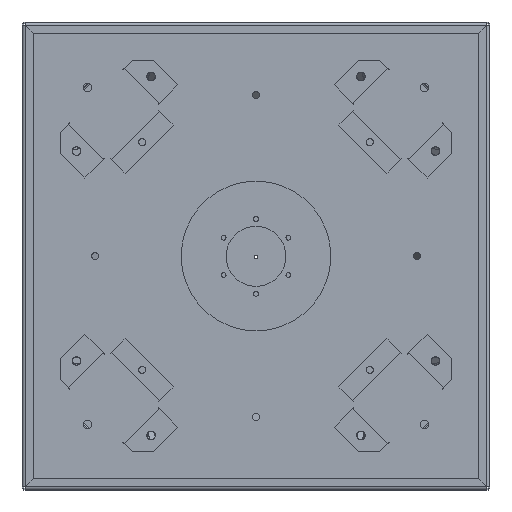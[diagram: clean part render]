
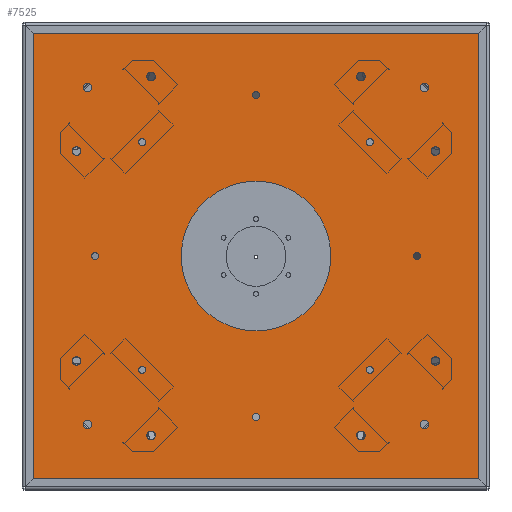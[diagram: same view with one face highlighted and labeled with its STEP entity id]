
A CAD part, top view. The second image highlights one B-rep face of the part: STEP entity #7525.
In plain terms, the highlighted planar face has unit normal (0, 0, 1).
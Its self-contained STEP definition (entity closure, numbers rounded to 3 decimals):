
#7525=ADVANCED_FACE('',(#35479,#35481,#35483,#35485,#35487,#35489,#35491,#35493,
#35495,#35497,#35499,#35501,#35503,#35505,#35507,#35509,#35511,#35513,#35515,#35517,
#35519,#35521),#35523,.T.);
#35479=FACE_BOUND('',#35480,.T.);
#35480=EDGE_LOOP('',(#58726,#58727,#58728,#58729));
#35481=FACE_BOUND('',#35482,.T.);
#35482=EDGE_LOOP('',(#58730));
#35483=FACE_BOUND('',#35484,.T.);
#35484=EDGE_LOOP('',(#58731));
#35485=FACE_BOUND('',#35486,.T.);
#35486=EDGE_LOOP('',(#58732));
#35487=FACE_BOUND('',#35488,.T.);
#35488=EDGE_LOOP('',(#58733));
#35489=FACE_BOUND('',#35490,.T.);
#35490=EDGE_LOOP('',(#58734));
#35491=FACE_BOUND('',#35492,.T.);
#35492=EDGE_LOOP('',(#58735));
#35493=FACE_BOUND('',#35494,.T.);
#35494=EDGE_LOOP('',(#58736));
#35495=FACE_BOUND('',#35496,.T.);
#35496=EDGE_LOOP('',(#58737));
#35497=FACE_BOUND('',#35498,.T.);
#35498=EDGE_LOOP('',(#58738));
#35499=FACE_BOUND('',#35500,.T.);
#35500=EDGE_LOOP('',(#58739));
#35501=FACE_BOUND('',#35502,.T.);
#35502=EDGE_LOOP('',(#58740));
#35503=FACE_BOUND('',#35504,.T.);
#35504=EDGE_LOOP('',(#58741));
#35505=FACE_BOUND('',#35506,.T.);
#35506=EDGE_LOOP('',(#58742));
#35507=FACE_BOUND('',#35508,.T.);
#35508=EDGE_LOOP('',(#58743));
#35509=FACE_BOUND('',#35510,.T.);
#35510=EDGE_LOOP('',(#58744));
#35511=FACE_BOUND('',#35512,.T.);
#35512=EDGE_LOOP('',(#58745));
#35513=FACE_BOUND('',#35514,.T.);
#35514=EDGE_LOOP('',(#58746));
#35515=FACE_BOUND('',#35516,.T.);
#35516=EDGE_LOOP('',(#58747));
#35517=FACE_BOUND('',#35518,.T.);
#35518=EDGE_LOOP('',(#58748));
#35519=FACE_BOUND('',#35520,.T.);
#35520=EDGE_LOOP('',(#58749));
#35521=FACE_BOUND('',#35522,.T.);
#35522=EDGE_LOOP('',(#58750));
#35523=PLANE('',#35524);
#35524=AXIS2_PLACEMENT_3D('',#35525,#35526,#35527);
#35525=CARTESIAN_POINT('',(0.,0.,2.));
#35526=DIRECTION('',(0.,0.,1.));
#35527=DIRECTION('',(1.,0.,0.));
#58726=ORIENTED_EDGE('',*,*,#72393,.T.);
#58727=ORIENTED_EDGE('',*,*,#72394,.T.);
#58728=ORIENTED_EDGE('',*,*,#72395,.T.);
#58729=ORIENTED_EDGE('',*,*,#72396,.T.);
#58730=ORIENTED_EDGE('',*,*,#72397,.T.);
#58731=ORIENTED_EDGE('',*,*,#72398,.T.);
#58732=ORIENTED_EDGE('',*,*,#72399,.T.);
#58733=ORIENTED_EDGE('',*,*,#72400,.T.);
#58734=ORIENTED_EDGE('',*,*,#72401,.T.);
#58735=ORIENTED_EDGE('',*,*,#72402,.T.);
#58736=ORIENTED_EDGE('',*,*,#72403,.T.);
#58737=ORIENTED_EDGE('',*,*,#72404,.T.);
#58738=ORIENTED_EDGE('',*,*,#72405,.T.);
#58739=ORIENTED_EDGE('',*,*,#72406,.T.);
#58740=ORIENTED_EDGE('',*,*,#72407,.T.);
#58741=ORIENTED_EDGE('',*,*,#72408,.T.);
#58742=ORIENTED_EDGE('',*,*,#72409,.T.);
#58743=ORIENTED_EDGE('',*,*,#72410,.T.);
#58744=ORIENTED_EDGE('',*,*,#72411,.T.);
#58745=ORIENTED_EDGE('',*,*,#72412,.T.);
#58746=ORIENTED_EDGE('',*,*,#72413,.T.);
#58747=ORIENTED_EDGE('',*,*,#72414,.T.);
#58748=ORIENTED_EDGE('',*,*,#72415,.T.);
#58749=ORIENTED_EDGE('',*,*,#72222,.T.);
#58750=ORIENTED_EDGE('',*,*,#72416,.T.);
#72222=EDGE_CURVE('',#81030,#81030,#81031,.T.);
#72393=EDGE_CURVE('',#81353,#81354,#81355,.T.);
#72394=EDGE_CURVE('',#81354,#81356,#81357,.T.);
#72395=EDGE_CURVE('',#81356,#81358,#81359,.T.);
#72396=EDGE_CURVE('',#81358,#81353,#81360,.T.);
#72397=EDGE_CURVE('',#81361,#81361,#81362,.T.);
#72398=EDGE_CURVE('',#81363,#81363,#81364,.T.);
#72399=EDGE_CURVE('',#81365,#81365,#81366,.T.);
#72400=EDGE_CURVE('',#81367,#81367,#81368,.T.);
#72401=EDGE_CURVE('',#81369,#81369,#81370,.T.);
#72402=EDGE_CURVE('',#81371,#81371,#81372,.T.);
#72403=EDGE_CURVE('',#81373,#81373,#81374,.F.);
#72404=EDGE_CURVE('',#81375,#81375,#81376,.F.);
#72405=EDGE_CURVE('',#81377,#81377,#81378,.F.);
#72406=EDGE_CURVE('',#81379,#81379,#81380,.F.);
#72407=EDGE_CURVE('',#81381,#81381,#81382,.F.);
#72408=EDGE_CURVE('',#81383,#81383,#81384,.F.);
#72409=EDGE_CURVE('',#81385,#81385,#81386,.F.);
#72410=EDGE_CURVE('',#81387,#81387,#81388,.F.);
#72411=EDGE_CURVE('',#81389,#81389,#81390,.F.);
#72412=EDGE_CURVE('',#81391,#81391,#81392,.F.);
#72413=EDGE_CURVE('',#81393,#81393,#81394,.F.);
#72414=EDGE_CURVE('',#81395,#81395,#81396,.F.);
#72415=EDGE_CURVE('',#81397,#81397,#81398,.F.);
#72416=EDGE_CURVE('',#81399,#81399,#81400,.T.);
#81030=VERTEX_POINT('',#97803);
#81031=CIRCLE('',#97804,5.65);
#81353=VERTEX_POINT('',#98509);
#81354=VERTEX_POINT('',#98510);
#81355=LINE('',#98511,#98512);
#81356=VERTEX_POINT('',#98514);
#81357=LINE('',#98515,#98516);
#81358=VERTEX_POINT('',#98518);
#81359=LINE('',#98519,#98520);
#81360=LINE('',#98522,#98523);
#81361=VERTEX_POINT('',#98525);
#81362=CIRCLE('',#98526,5.65);
#81363=VERTEX_POINT('',#98530);
#81364=CIRCLE('',#98531,5.65);
#81365=VERTEX_POINT('',#98535);
#81366=CIRCLE('',#98536,5.65);
#81367=VERTEX_POINT('',#98540);
#81368=CIRCLE('',#98541,5.65);
#81369=VERTEX_POINT('',#98545);
#81370=CIRCLE('',#98546,5.65);
#81371=VERTEX_POINT('',#98550);
#81372=CIRCLE('',#98551,5.65);
#81373=VERTEX_POINT('',#98555);
#81374=CIRCLE('',#98556,5.65);
#81375=VERTEX_POINT('',#98560);
#81376=CIRCLE('',#98561,5.65);
#81377=VERTEX_POINT('',#98565);
#81378=CIRCLE('',#98566,5.65);
#81379=VERTEX_POINT('',#98570);
#81380=CIRCLE('',#98571,5.65);
#81381=VERTEX_POINT('',#98575);
#81382=CIRCLE('',#98576,4.65);
#81383=VERTEX_POINT('',#98580);
#81384=CIRCLE('',#98581,4.65);
#81385=VERTEX_POINT('',#98585);
#81386=CIRCLE('',#98586,4.65);
#81387=VERTEX_POINT('',#98590);
#81388=CIRCLE('',#98591,4.65);
#81389=VERTEX_POINT('',#98595);
#81390=CIRCLE('',#98596,4.65);
#81391=VERTEX_POINT('',#98600);
#81392=CIRCLE('',#98601,4.65);
#81393=VERTEX_POINT('',#98605);
#81394=CIRCLE('',#98606,4.65);
#81395=VERTEX_POINT('',#98610);
#81396=CIRCLE('',#98611,4.65);
#81397=VERTEX_POINT('',#98615);
#81398=CIRCLE('',#98616,100.);
#81399=VERTEX_POINT('',#98620);
#81400=CIRCLE('',#98621,5.65);
#97803=CARTESIAN_POINT('',(233.966,-140.197,2.));
#97804=AXIS2_PLACEMENT_3D('',#97805,#97806,#97807);
#97805=CARTESIAN_POINT('',(239.616,-140.197,2.));
#97806=DIRECTION('',(-0.,-0.,-1.));
#97807=DIRECTION('',(-1.,0.,0.));
#98509=CARTESIAN_POINT('',(307.9,-307.9,2.));
#98510=CARTESIAN_POINT('',(307.9,307.9,2.));
#98511=CARTESIAN_POINT('',(307.9,-307.9,2.));
#98512=VECTOR('',#98513,1.);
#98513=DIRECTION('',(0.,1.,0.));
#98514=CARTESIAN_POINT('',(-307.9,307.9,2.));
#98515=CARTESIAN_POINT('',(307.9,307.9,2.));
#98516=VECTOR('',#98517,1.);
#98517=DIRECTION('',(-1.,0.,0.));
#98518=CARTESIAN_POINT('',(-307.9,-307.9,2.));
#98519=CARTESIAN_POINT('',(-307.9,307.9,2.));
#98520=VECTOR('',#98521,1.);
#98521=DIRECTION('',(0.,-1.,0.));
#98522=CARTESIAN_POINT('',(-307.9,-307.9,2.));
#98523=VECTOR('',#98524,1.);
#98524=DIRECTION('',(1.,0.,0.));
#98525=CARTESIAN_POINT('',(239.616,134.547,2.));
#98526=AXIS2_PLACEMENT_3D('',#98527,#98528,#98529);
#98527=CARTESIAN_POINT('',(239.616,140.197,2.));
#98528=DIRECTION('',(-0.,-0.,-1.));
#98529=DIRECTION('',(0.,-1.,-0.));
#98530=CARTESIAN_POINT('',(140.197,233.966,2.));
#98531=AXIS2_PLACEMENT_3D('',#98532,#98533,#98534);
#98532=CARTESIAN_POINT('',(140.197,239.616,2.));
#98533=DIRECTION('',(-0.,-0.,-1.));
#98534=DIRECTION('',(0.,-1.,-0.));
#98535=CARTESIAN_POINT('',(-134.547,239.616,2.));
#98536=AXIS2_PLACEMENT_3D('',#98537,#98538,#98539);
#98537=CARTESIAN_POINT('',(-140.197,239.616,2.));
#98538=DIRECTION('',(-0.,-0.,-1.));
#98539=DIRECTION('',(1.,0.,0.));
#98540=CARTESIAN_POINT('',(-233.966,140.197,2.));
#98541=AXIS2_PLACEMENT_3D('',#98542,#98543,#98544);
#98542=CARTESIAN_POINT('',(-239.616,140.197,2.));
#98543=DIRECTION('',(-0.,-0.,-1.));
#98544=DIRECTION('',(1.,0.,0.));
#98545=CARTESIAN_POINT('',(-239.616,-134.547,2.));
#98546=AXIS2_PLACEMENT_3D('',#98547,#98548,#98549);
#98547=CARTESIAN_POINT('',(-239.616,-140.197,2.));
#98548=DIRECTION('',(-0.,-0.,-1.));
#98549=DIRECTION('',(0.,1.,0.));
#98550=CARTESIAN_POINT('',(-140.197,-233.966,2.));
#98551=AXIS2_PLACEMENT_3D('',#98552,#98553,#98554);
#98552=CARTESIAN_POINT('',(-140.197,-239.616,2.));
#98553=DIRECTION('',(-0.,-0.,-1.));
#98554=DIRECTION('',(0.,1.,0.));
#98555=CARTESIAN_POINT('',(-219.35,225.,2.));
#98556=AXIS2_PLACEMENT_3D('',#98557,#98558,#98559);
#98557=CARTESIAN_POINT('',(-225.,225.,2.));
#98558=DIRECTION('',(0.,0.,1.));
#98559=DIRECTION('',(1.,0.,0.));
#98560=CARTESIAN_POINT('',(-219.35,-225.,2.));
#98561=AXIS2_PLACEMENT_3D('',#98562,#98563,#98564);
#98562=CARTESIAN_POINT('',(-225.,-225.,2.));
#98563=DIRECTION('',(0.,0.,1.));
#98564=DIRECTION('',(1.,0.,0.));
#98565=CARTESIAN_POINT('',(230.65,-225.,2.));
#98566=AXIS2_PLACEMENT_3D('',#98567,#98568,#98569);
#98567=CARTESIAN_POINT('',(225.,-225.,2.));
#98568=DIRECTION('',(0.,0.,1.));
#98569=DIRECTION('',(1.,0.,0.));
#98570=CARTESIAN_POINT('',(230.65,225.,2.));
#98571=AXIS2_PLACEMENT_3D('',#98572,#98573,#98574);
#98572=CARTESIAN_POINT('',(225.,225.,2.));
#98573=DIRECTION('',(0.,0.,1.));
#98574=DIRECTION('',(1.,0.,0.));
#98575=CARTESIAN_POINT('',(-210.35,0.,2.));
#98576=AXIS2_PLACEMENT_3D('',#98577,#98578,#98579);
#98577=CARTESIAN_POINT('',(-215.,0.,2.));
#98578=DIRECTION('',(0.,0.,1.));
#98579=DIRECTION('',(1.,0.,0.));
#98580=CARTESIAN_POINT('',(4.65,-215.,2.));
#98581=AXIS2_PLACEMENT_3D('',#98582,#98583,#98584);
#98582=CARTESIAN_POINT('',(0.,-215.,2.));
#98583=DIRECTION('',(0.,0.,1.));
#98584=DIRECTION('',(1.,0.,0.));
#98585=CARTESIAN_POINT('',(219.65,0.,2.));
#98586=AXIS2_PLACEMENT_3D('',#98587,#98588,#98589);
#98587=CARTESIAN_POINT('',(215.,0.,2.));
#98588=DIRECTION('',(0.,0.,1.));
#98589=DIRECTION('',(1.,0.,0.));
#98590=CARTESIAN_POINT('',(4.65,215.,2.));
#98591=AXIS2_PLACEMENT_3D('',#98592,#98593,#98594);
#98592=CARTESIAN_POINT('',(0.,215.,2.));
#98593=DIRECTION('',(0.,0.,1.));
#98594=DIRECTION('',(1.,0.,0.));
#98595=CARTESIAN_POINT('',(-147.378,-152.028,2.));
#98596=AXIS2_PLACEMENT_3D('',#98597,#98598,#98599);
#98597=CARTESIAN_POINT('',(-152.028,-152.028,2.));
#98598=DIRECTION('',(0.,0.,1.));
#98599=DIRECTION('',(1.,0.,0.));
#98600=CARTESIAN_POINT('',(156.678,-152.028,2.));
#98601=AXIS2_PLACEMENT_3D('',#98602,#98603,#98604);
#98602=CARTESIAN_POINT('',(152.028,-152.028,2.));
#98603=DIRECTION('',(0.,0.,1.));
#98604=DIRECTION('',(1.,0.,0.));
#98605=CARTESIAN_POINT('',(156.678,152.028,2.));
#98606=AXIS2_PLACEMENT_3D('',#98607,#98608,#98609);
#98607=CARTESIAN_POINT('',(152.028,152.028,2.));
#98608=DIRECTION('',(0.,0.,1.));
#98609=DIRECTION('',(1.,0.,0.));
#98610=CARTESIAN_POINT('',(-147.378,152.028,2.));
#98611=AXIS2_PLACEMENT_3D('',#98612,#98613,#98614);
#98612=CARTESIAN_POINT('',(-152.028,152.028,2.));
#98613=DIRECTION('',(0.,0.,1.));
#98614=DIRECTION('',(1.,0.,0.));
#98615=CARTESIAN_POINT('',(100.,0.,2.));
#98616=AXIS2_PLACEMENT_3D('',#98617,#98618,#98619);
#98617=CARTESIAN_POINT('',(0.,0.,2.));
#98618=DIRECTION('',(0.,0.,1.));
#98619=DIRECTION('',(1.,0.,0.));
#98620=CARTESIAN_POINT('',(134.547,-239.616,2.));
#98621=AXIS2_PLACEMENT_3D('',#98622,#98623,#98624);
#98622=CARTESIAN_POINT('',(140.197,-239.616,2.));
#98623=DIRECTION('',(-0.,-0.,-1.));
#98624=DIRECTION('',(-1.,0.,0.));
